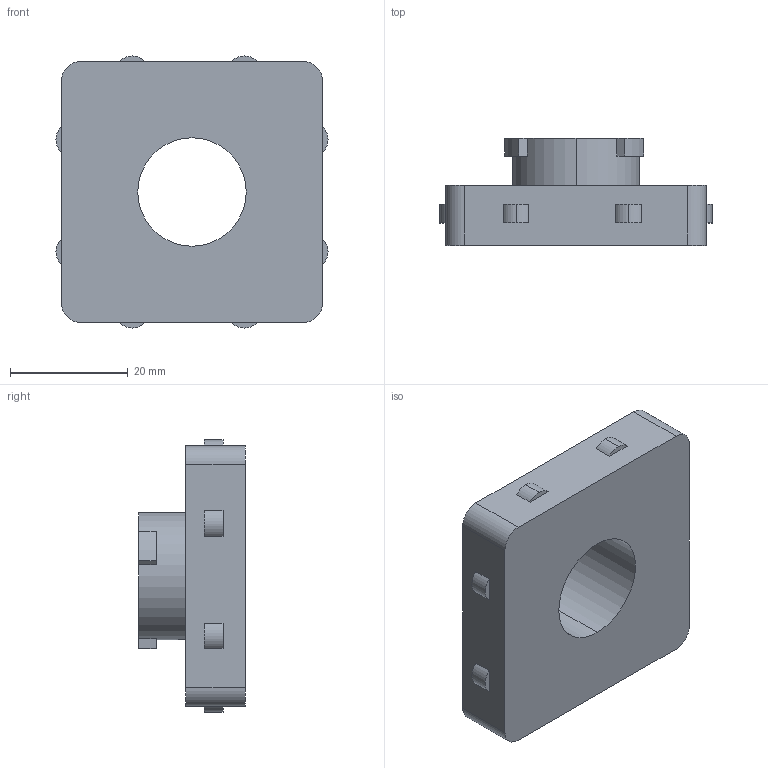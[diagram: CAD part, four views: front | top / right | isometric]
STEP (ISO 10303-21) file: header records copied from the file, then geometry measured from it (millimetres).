
FILE_DESCRIPTION (( 'STEP AP214' ), '1' );
FILE_NAME ('filter coupler.STEP', '2020-04-02T18:25:24', ( '' ), ( '' ), 'SwSTEP 2.0', 'SolidWorks 2020', '' );
FILE_SCHEMA (( 'AUTOMOTIVE_DESIGN' ));
Length unit declared in the file: millimetre
Products named in the file (1): filter coupler
Bounding box: 46.25 x 18.16 x 46.25 mm (x, y, z)
Volume: 18094 mm3; surface area: 6856.9 mm2
Topology: 1 solids, 1 shells, 53 faces, 126 edges, 84 vertices
Faces by surface type: plane 32, cylinder 21
Entity records: 1586 total; most frequent: DIRECTION 282, CARTESIAN_POINT 264, ORIENTED_EDGE 252, EDGE_CURVE 126, AXIS2_PLACEMENT_3D 102, VERTEX_POINT 84, LINE 78, VECTOR 78
